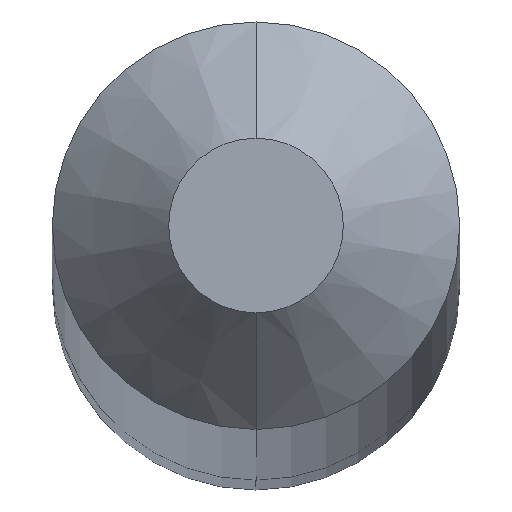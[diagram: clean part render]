
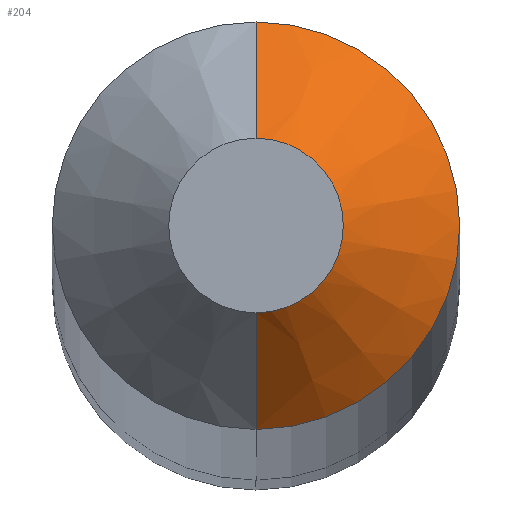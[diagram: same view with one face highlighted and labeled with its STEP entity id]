
A CAD part, top view. The second image highlights one B-rep face of the part: STEP entity #204.
In plain terms, the highlighted conical face has half-angle 45 degrees and reference radius 0.075 mm.
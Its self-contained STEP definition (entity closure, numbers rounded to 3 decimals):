
#4 = FACE_OUTER_BOUND ( 'NONE', #49, .T. ) ;
#17 = CARTESIAN_POINT ( 'NONE',  ( 0., 0., 29.9 ) ) ;
#38 = CARTESIAN_POINT ( 'NONE',  ( 0., -0.075, 30. ) ) ;
#42 = CARTESIAN_POINT ( 'NONE',  ( 0., 0.175, 29.9 ) ) ;
#43 = EDGE_CURVE ( 'NONE', #276, #337, #54, .T. ) ;
#49 = EDGE_LOOP ( 'NONE', ( #73, #93, #52, #235 ) ) ;
#50 = AXIS2_PLACEMENT_3D ( 'NONE', #17, #227, #129 ) ;
#52 = ORIENTED_EDGE ( 'NONE', *, *, #81, .F. ) ;
#54 = LINE ( 'NONE', #180, #99 ) ;
#73 = ORIENTED_EDGE ( 'NONE', *, *, #212, .T. ) ;
#79 = DIRECTION ( 'NONE',  ( 0., 0.707, -0.707 ) ) ;
#81 = EDGE_CURVE ( 'NONE', #337, #336, #144, .T. ) ;
#84 = DIRECTION ( 'NONE',  ( 0., 0., -1. ) ) ;
#93 = ORIENTED_EDGE ( 'NONE', *, *, #109, .T. ) ;
#99 = VECTOR ( 'NONE', #79, 1000. ) ;
#109 = EDGE_CURVE ( 'NONE', #260, #336, #153, .T. ) ;
#125 = CONICAL_SURFACE ( 'NONE', #307, 0.075, 0.785 ) ;
#129 = DIRECTION ( 'NONE',  ( 0., 1., 0. ) ) ;
#135 = CARTESIAN_POINT ( 'NONE',  ( 0., 0., 30. ) ) ;
#144 = CIRCLE ( 'NONE', #50, 0.175 ) ;
#153 = LINE ( 'NONE', #274, #155 ) ;
#155 = VECTOR ( 'NONE', #158, 1000. ) ;
#158 = DIRECTION ( 'NONE',  ( 0., -0.707, -0.707 ) ) ;
#173 = CARTESIAN_POINT ( 'NONE',  ( 0., -0.175, 29.9 ) ) ;
#180 = CARTESIAN_POINT ( 'NONE',  ( 0., 0.075, 30. ) ) ;
#195 = CARTESIAN_POINT ( 'NONE',  ( 0., 0.075, 30. ) ) ;
#204 = ADVANCED_FACE ( 'NONE', ( #4 ), #125, .T. ) ;
#210 = CARTESIAN_POINT ( 'NONE',  ( 0., 0., 30. ) ) ;
#212 = EDGE_CURVE ( 'NONE', #276, #260, #334, .T. ) ;
#227 = DIRECTION ( 'NONE',  ( 0., 0., -1. ) ) ;
#233 = AXIS2_PLACEMENT_3D ( 'NONE', #135, #84, #277 ) ;
#235 = ORIENTED_EDGE ( 'NONE', *, *, #43, .F. ) ;
#260 = VERTEX_POINT ( 'NONE', #38 ) ;
#274 = CARTESIAN_POINT ( 'NONE',  ( 0., -0.075, 30. ) ) ;
#276 = VERTEX_POINT ( 'NONE', #195 ) ;
#277 = DIRECTION ( 'NONE',  ( 0., 1., 0. ) ) ;
#306 = DIRECTION ( 'NONE',  ( 0., 1., 0. ) ) ;
#307 = AXIS2_PLACEMENT_3D ( 'NONE', #210, #310, #306 ) ;
#310 = DIRECTION ( 'NONE',  ( 0., 0., -1. ) ) ;
#334 = CIRCLE ( 'NONE', #233, 0.075 ) ;
#336 = VERTEX_POINT ( 'NONE', #173 ) ;
#337 = VERTEX_POINT ( 'NONE', #42 ) ;
